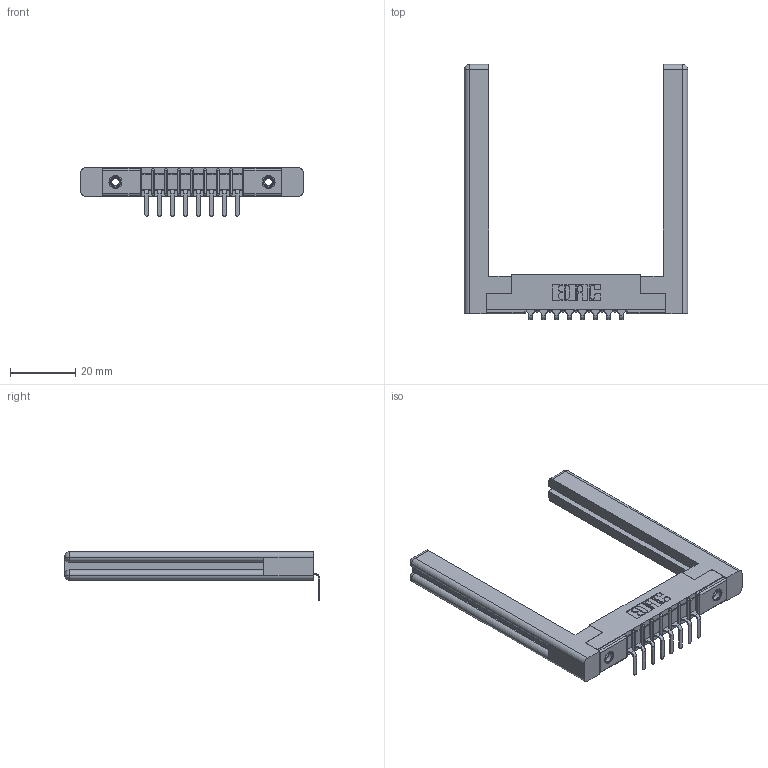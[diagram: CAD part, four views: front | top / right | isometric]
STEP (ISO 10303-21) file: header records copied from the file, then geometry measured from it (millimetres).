
FILE_DESCRIPTION (( 'STEP AP203' ), '1' );
FILE_NAME ('357-008-559-158.STEP', '2022-07-13T00:07:21', ( '' ), ( '' ), 'SwSTEP 2.0', 'SolidWorks 2020', '' );
FILE_SCHEMA (( 'CONFIG_CONTROL_DESIGN' ));
Length unit declared in the file: inch
Products named in the file (5): 357-008-559-158; 307 Part_.156 Dia Mounting Holes; 345-250-001_345-250-001-102; 307-290-001_558 559 - 1 (Single); 307-220-058
Assembly tree (13 placements, depth 2):
  357-008-559-158
    307 Part_.156 Dia Mounting Holes
    307-290-001_558 559 - 1 (Single)  x8
    307-220-058  x2
    345-250-001_345-250-001-102  x2
Bounding box: 68.33 x 78.02 x 14.81 mm (x, y, z)
Volume: 12070.7 mm3; surface area: 11578.7 mm2
Topology: 13 solids, 13 shells, 749 faces, 2069 edges, 1330 vertices
Faces by surface type: plane 466, cylinder 241, sphere 18, torus 12, cone 12
Entity records: 13787 total; most frequent: CARTESIAN_POINT 2319, ORIENTED_EDGE 2244, DIRECTION 2236, EDGE_CURVE 1122, LINE 842, VECTOR 842, VERTEX_POINT 726, AXIS2_PLACEMENT_3D 697
